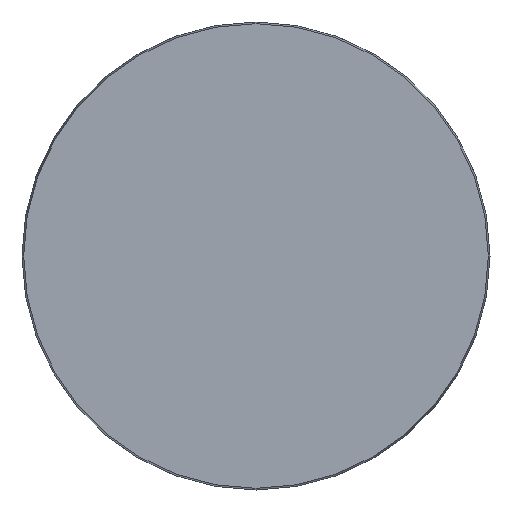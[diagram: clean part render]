
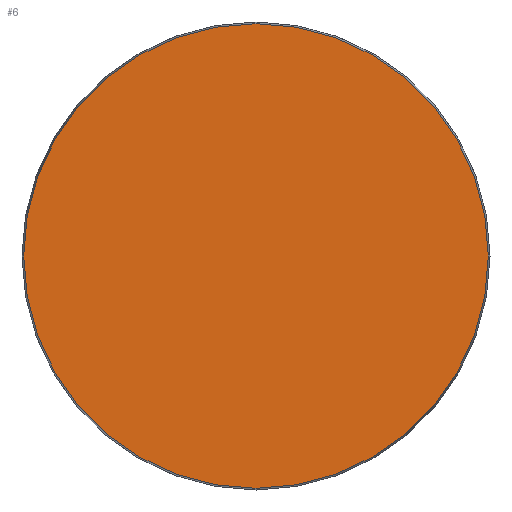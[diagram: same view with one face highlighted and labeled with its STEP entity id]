
A CAD part, front view. The second image highlights one B-rep face of the part: STEP entity #6.
In plain terms, the highlighted planar face has unit normal (0, -1, 0).
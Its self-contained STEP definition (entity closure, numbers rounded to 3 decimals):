
#6 = ADVANCED_FACE ( 'NONE', ( #331 ), #40, .F. ) ;
#40 = PLANE ( 'NONE',  #277 ) ;
#137 = EDGE_LOOP ( 'NONE', ( #509 ) ) ;
#271 = CARTESIAN_POINT ( 'NONE',  ( -78.425, 0., 0. ) ) ;
#277 = AXIS2_PLACEMENT_3D ( 'NONE', #271, #608, #613 ) ;
#282 = DIRECTION ( 'NONE',  ( 0., 0., -1. ) ) ;
#331 = FACE_OUTER_BOUND ( 'NONE', #137, .T. ) ;
#343 = DIRECTION ( 'NONE',  ( 0., -1., 0. ) ) ;
#361 = VERTEX_POINT ( 'NONE', #588 ) ;
#409 = CARTESIAN_POINT ( 'NONE',  ( 0., 0., 0. ) ) ;
#509 = ORIENTED_EDGE ( 'NONE', *, *, #650, .T. ) ;
#588 = CARTESIAN_POINT ( 'NONE',  ( 0., 0., -78.425 ) ) ;
#608 = DIRECTION ( 'NONE',  ( 0., 1., 0. ) ) ;
#613 = DIRECTION ( 'NONE',  ( 0., 0., 1. ) ) ;
#617 = AXIS2_PLACEMENT_3D ( 'NONE', #409, #343, #282 ) ;
#650 = EDGE_CURVE ( 'NONE', #361, #361, #754, .T. ) ;
#754 = CIRCLE ( 'NONE', #617, 78.425 ) ;
